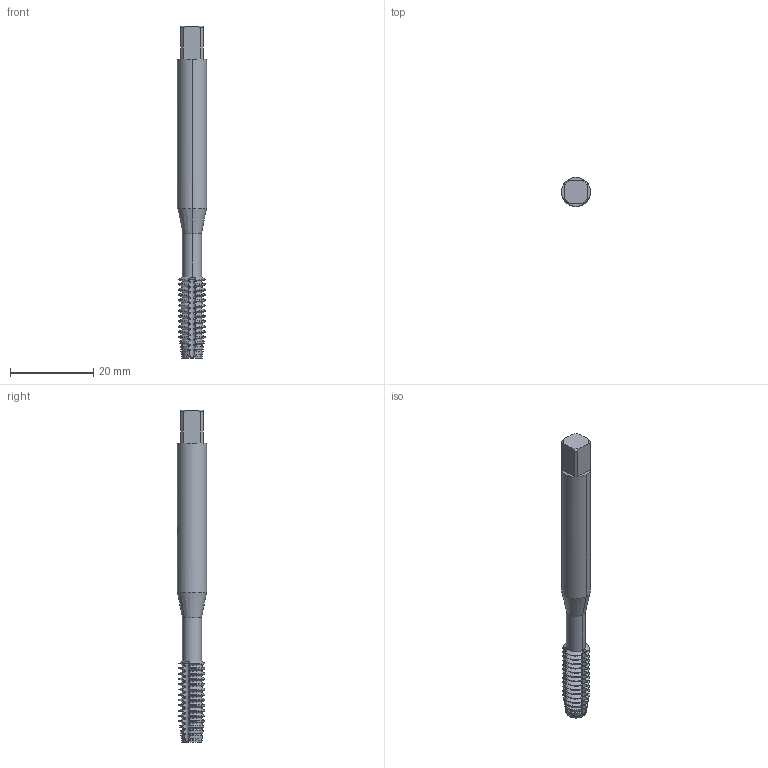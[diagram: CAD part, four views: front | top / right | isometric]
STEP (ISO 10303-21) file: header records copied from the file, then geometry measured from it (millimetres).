
FILE_DESCRIPTION(('no description'),'unknown implementation level');
FILE_NAME('solidFLHQIrk38YCN_h3kEcXTNQTHd_g_1.STP',' ',('CIM GmbH Aachen'),('CADClick - KiM GmbH - www.kimweb.de'),'unknown preprocess','ACIS','unknown authorization');
FILE_SCHEMA(('automotive_design'));
Length unit declared in the file: millimetre
Products named in the file (2): 1; 2
Bounding box: 7 x 7 x 80 mm (x, y, z)
Volume: 2385.3 mm3; surface area: 2349 mm2
Topology: 2 solids, 2 shells, 425 faces, 1194 edges, 773 vertices
Faces by surface type: cone 182, cylinder 145, plane 89, revolution 9
Entity records: 28664 total; most frequent: CARTESIAN_POINT 4543, STYLED_ITEM 2394, PRESENTATION_STYLE_ASSIGNMENT 2394, COLOUR_RGB 2394, ORIENTED_EDGE 2388, DIRECTION 2203, EDGE_CURVE 1194, CURVE_STYLE 1194
